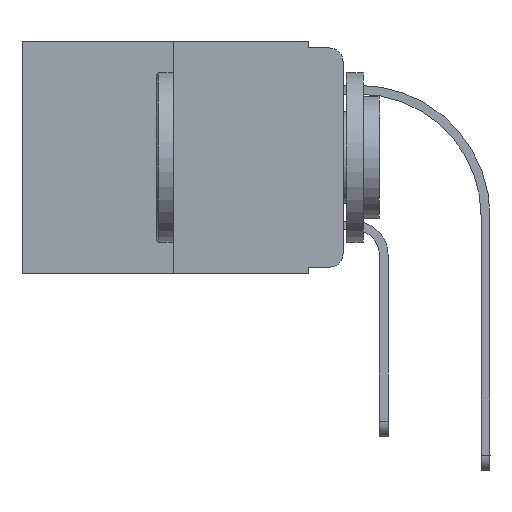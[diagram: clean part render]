
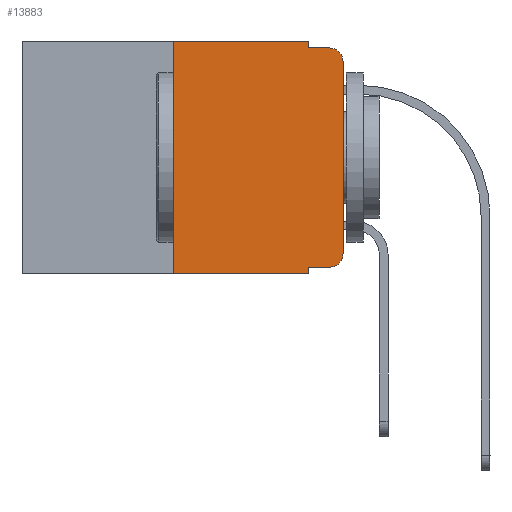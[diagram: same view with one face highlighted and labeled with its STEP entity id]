
A CAD part, left-side view. The second image highlights one B-rep face of the part: STEP entity #13883.
In plain terms, the highlighted planar face has unit normal (-1, 0, 0).
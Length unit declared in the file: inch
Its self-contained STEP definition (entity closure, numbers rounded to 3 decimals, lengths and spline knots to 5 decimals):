
#516 = EDGE_CURVE ( 'NONE', #9963, #25036, #9163, .T. ) ;
#967 = ORIENTED_EDGE ( 'NONE', *, *, #1621, .F. ) ;
#974 = ORIENTED_EDGE ( 'NONE', *, *, #516, .F. ) ;
#1313 = LINE ( 'NONE', #9183, #10763 ) ;
#1321 = CARTESIAN_POINT ( 'NONE',  ( 0., 0.051, -0.333 ) ) ;
#1370 = CARTESIAN_POINT ( 'NONE',  ( 0., 0.25, -0.343 ) ) ;
#1621 = EDGE_CURVE ( 'NONE', #18862, #10782, #6877, .T. ) ;
#1676 = LINE ( 'NONE', #5364, #7356 ) ;
#2108 = CARTESIAN_POINT ( 'NONE',  ( 0., 0.473, 0. ) ) ;
#2157 = VECTOR ( 'NONE', #17166, 39.37008 ) ;
#2197 = VECTOR ( 'NONE', #10141, 39.37008 ) ;
#2247 = PLANE ( 'NONE',  #3891 ) ;
#2901 = CARTESIAN_POINT ( 'NONE',  ( 0., 0.02, -0.01 ) ) ;
#3495 = LINE ( 'NONE', #11368, #6067 ) ;
#3891 = AXIS2_PLACEMENT_3D ( 'NONE', #2108, #10375, #22500 ) ;
#4460 = VECTOR ( 'NONE', #25909, 39.37008 ) ;
#5014 = LINE ( 'NONE', #19560, #6601 ) ;
#5060 = ORIENTED_EDGE ( 'NONE', *, *, #15541, .T. ) ;
#5076 = CARTESIAN_POINT ( 'NONE',  ( 0., 0., 0. ) ) ;
#5233 = CARTESIAN_POINT ( 'NONE',  ( 0., 0.051, 0. ) ) ;
#5364 = CARTESIAN_POINT ( 'NONE',  ( 0., 0.473, -0.343 ) ) ;
#5608 = ORIENTED_EDGE ( 'NONE', *, *, #18105, .T. ) ;
#5661 = DIRECTION ( 'NONE',  ( 0., 0., -1. ) ) ;
#5695 = ORIENTED_EDGE ( 'NONE', *, *, #10102, .T. ) ;
#5775 = CIRCLE ( 'NONE', #12710, 0.02 ) ;
#6067 = VECTOR ( 'NONE', #11769, 39.37008 ) ;
#6601 = VECTOR ( 'NONE', #25540, 39.37008 ) ;
#6877 = LINE ( 'NONE', #17071, #24045 ) ;
#7036 = EDGE_CURVE ( 'NONE', #25074, #17134, #5014, .T. ) ;
#7253 = VERTEX_POINT ( 'NONE', #13813 ) ;
#7356 = VECTOR ( 'NONE', #15691, 39.37008 ) ;
#8863 = LINE ( 'NONE', #5076, #2157 ) ;
#8980 = CARTESIAN_POINT ( 'NONE',  ( 0., 0.02, -0.313 ) ) ;
#9163 = LINE ( 'NONE', #5233, #4460 ) ;
#9183 = CARTESIAN_POINT ( 'NONE',  ( 0., 0.051, -0.333 ) ) ;
#9392 = CARTESIAN_POINT ( 'NONE',  ( 0., 0.051, -0.01 ) ) ;
#9963 = VERTEX_POINT ( 'NONE', #1321 ) ;
#10102 = EDGE_CURVE ( 'NONE', #21780, #10782, #5775, .T. ) ;
#10141 = DIRECTION ( 'NONE',  ( 0., -1., 0. ) ) ;
#10375 = DIRECTION ( 'NONE',  ( 1., 0., 0. ) ) ;
#10763 = VECTOR ( 'NONE', #15450, 39.37008 ) ;
#10782 = VERTEX_POINT ( 'NONE', #2901 ) ;
#10856 = EDGE_CURVE ( 'NONE', #26797, #21780, #8863, .T. ) ;
#10879 = ORIENTED_EDGE ( 'NONE', *, *, #16370, .F. ) ;
#11368 = CARTESIAN_POINT ( 'NONE',  ( 0., 0.051, 0. ) ) ;
#11769 = DIRECTION ( 'NONE',  ( 0., 0., -1. ) ) ;
#12305 = DIRECTION ( 'NONE',  ( -1., 0., 0. ) ) ;
#12710 = AXIS2_PLACEMENT_3D ( 'NONE', #16521, #12305, #5661 ) ;
#13735 = CARTESIAN_POINT ( 'NONE',  ( 0., 0.25, 0. ) ) ;
#13813 = CARTESIAN_POINT ( 'NONE',  ( 0., 0.02, -0.333 ) ) ;
#13883 = ADVANCED_FACE ( 'NONE', ( #14732 ), #2247, .F. ) ;
#14256 = ORIENTED_EDGE ( 'NONE', *, *, #17085, .T. ) ;
#14257 = ORIENTED_EDGE ( 'NONE', *, *, #10856, .T. ) ;
#14732 = FACE_OUTER_BOUND ( 'NONE', #26638, .T. ) ;
#15156 = DIRECTION ( 'NONE',  ( 0., -1., 0. ) ) ;
#15450 = DIRECTION ( 'NONE',  ( 0., -1., 0. ) ) ;
#15478 = CARTESIAN_POINT ( 'NONE',  ( 0., 0., -0.313 ) ) ;
#15541 = EDGE_CURVE ( 'NONE', #25074, #25036, #1676, .T. ) ;
#15691 = DIRECTION ( 'NONE',  ( 0., -1., 0. ) ) ;
#16139 = CARTESIAN_POINT ( 'NONE',  ( 0., 0.473, 0. ) ) ;
#16370 = EDGE_CURVE ( 'NONE', #17134, #18497, #20500, .T. ) ;
#16521 = CARTESIAN_POINT ( 'NONE',  ( 0., 0.02, -0.03 ) ) ;
#16667 = ORIENTED_EDGE ( 'NONE', *, *, #7036, .F. ) ;
#17071 = CARTESIAN_POINT ( 'NONE',  ( 0., 0.051, -0.01 ) ) ;
#17085 = EDGE_CURVE ( 'NONE', #7253, #26797, #23354, .T. ) ;
#17134 = VERTEX_POINT ( 'NONE', #13735 ) ;
#17166 = DIRECTION ( 'NONE',  ( 0., 0., 1. ) ) ;
#17282 = DIRECTION ( 'NONE',  ( 0., 0., -1. ) ) ;
#18105 = EDGE_CURVE ( 'NONE', #9963, #7253, #1313, .T. ) ;
#18497 = VERTEX_POINT ( 'NONE', #25627 ) ;
#18661 = CARTESIAN_POINT ( 'NONE',  ( 0., 0., -0.03 ) ) ;
#18862 = VERTEX_POINT ( 'NONE', #9392 ) ;
#19371 = EDGE_CURVE ( 'NONE', #18497, #18862, #3495, .T. ) ;
#19560 = CARTESIAN_POINT ( 'NONE',  ( 0., 0.25, 0. ) ) ;
#20500 = LINE ( 'NONE', #16139, #2197 ) ;
#21780 = VERTEX_POINT ( 'NONE', #18661 ) ;
#22064 = AXIS2_PLACEMENT_3D ( 'NONE', #8980, #25730, #17282 ) ;
#22500 = DIRECTION ( 'NONE',  ( 0., 0., -1. ) ) ;
#23354 = CIRCLE ( 'NONE', #22064, 0.02 ) ;
#23674 = CARTESIAN_POINT ( 'NONE',  ( 0., 0.051, -0.343 ) ) ;
#23888 = ORIENTED_EDGE ( 'NONE', *, *, #19371, .F. ) ;
#24045 = VECTOR ( 'NONE', #15156, 39.37008 ) ;
#25036 = VERTEX_POINT ( 'NONE', #23674 ) ;
#25074 = VERTEX_POINT ( 'NONE', #1370 ) ;
#25540 = DIRECTION ( 'NONE',  ( 0., 0., 1. ) ) ;
#25627 = CARTESIAN_POINT ( 'NONE',  ( 0., 0.051, 0. ) ) ;
#25730 = DIRECTION ( 'NONE',  ( -1., 0., 0. ) ) ;
#25909 = DIRECTION ( 'NONE',  ( 0., 0., -1. ) ) ;
#26638 = EDGE_LOOP ( 'NONE', ( #14257, #5695, #967, #23888, #10879, #16667, #5060, #974, #5608, #14256 ) ) ;
#26797 = VERTEX_POINT ( 'NONE', #15478 ) ;
